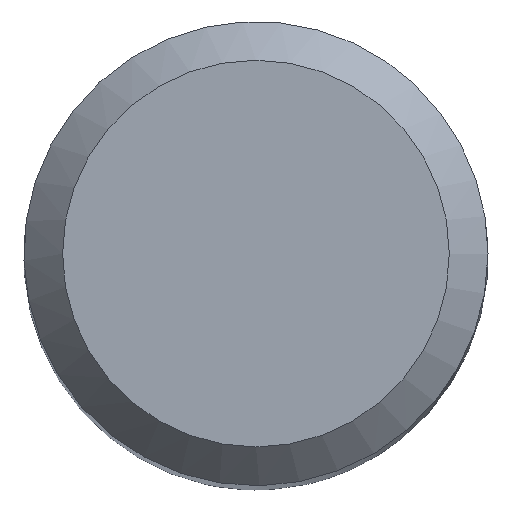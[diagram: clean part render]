
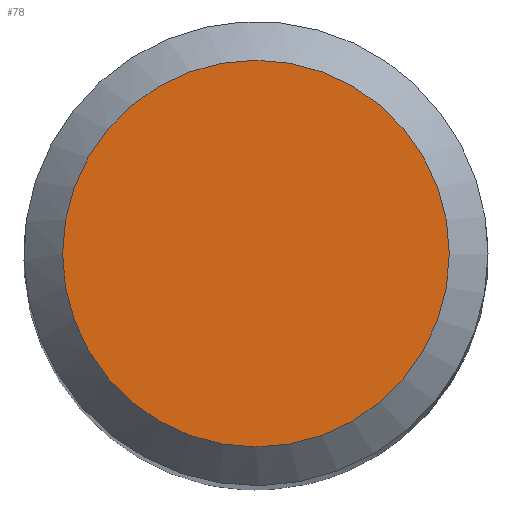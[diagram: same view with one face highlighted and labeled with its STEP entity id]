
A CAD part, top view. The second image highlights one B-rep face of the part: STEP entity #78.
In plain terms, the highlighted planar face has unit normal (0, 0, 1).
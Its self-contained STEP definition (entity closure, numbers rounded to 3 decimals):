
#50=PLANE('',#550);
#78=ADVANCED_FACE('',(#110),#50,.T.);
#110=FACE_OUTER_BOUND('',#139,.T.);
#139=EDGE_LOOP('',(#282));
#166=CIRCLE('',#547,5.);
#282=ORIENTED_EDGE('',*,*,#441,.T.);
#384=VERTEX_POINT('',#878);
#441=EDGE_CURVE('',#384,#384,#166,.T.);
#547=AXIS2_PLACEMENT_3D('',#877,#616,#617);
#550=AXIS2_PLACEMENT_3D('',#950,#622,#623);
#616=DIRECTION('',(0.,0.,1.));
#617=DIRECTION('',(1.,0.,0.));
#622=DIRECTION('',(0.,0.,1.));
#623=DIRECTION('',(-1.,0.,0.));
#877=CARTESIAN_POINT('',(0.,0.,0.));
#878=CARTESIAN_POINT('',(5.,0.,0.));
#950=CARTESIAN_POINT('',(0.,6.,0.));
